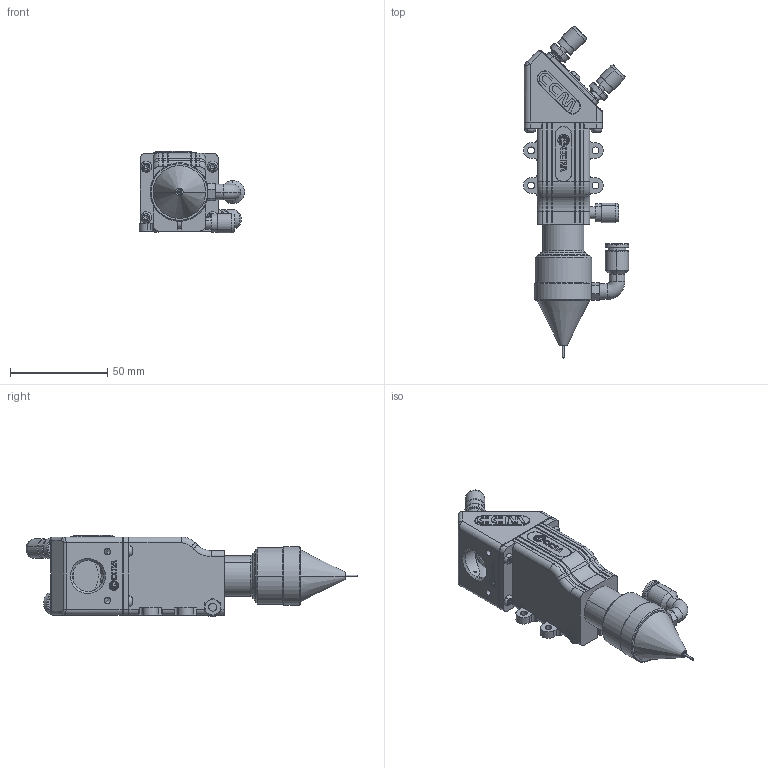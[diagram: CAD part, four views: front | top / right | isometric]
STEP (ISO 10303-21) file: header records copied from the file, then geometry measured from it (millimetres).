
FILE_DESCRIPTION (( 'STEP AP214' ), '1' );
FILE_NAME ('TJ3-00B 切割头组件v.STEP', '2016-12-13T02:54:04', ( 'Microsoft' ), ( 'Microsoft' ), 'SwSTEP 2.0', 'SolidWorks 2013', '' );
FILE_SCHEMA (( 'AUTOMOTIVE_DESIGN' ));
Length unit declared in the file: millimetre
Products named in the file (1): TJ3-00B  切割头组件v
Bounding box: 54 x 170.25 x 41.99 mm (x, y, z)
Surface area: 37093.8 mm2 (no closed solid volume)
Topology: 0 solids, 50 shells, 750 faces, 2410 edges, 1639 vertices
Faces by surface type: plane 292, cylinder 279, cone 120, torus 53, bspline 6
Entity records: 35472 total; most frequent: CARTESIAN_POINT 5816, DIRECTION 4793, ORIENTED_EDGE 3897, EDGE_CURVE 2388, AXIS2_PLACEMENT_3D 1765, VERTEX_POINT 1639, LINE 1263, VECTOR 1263
